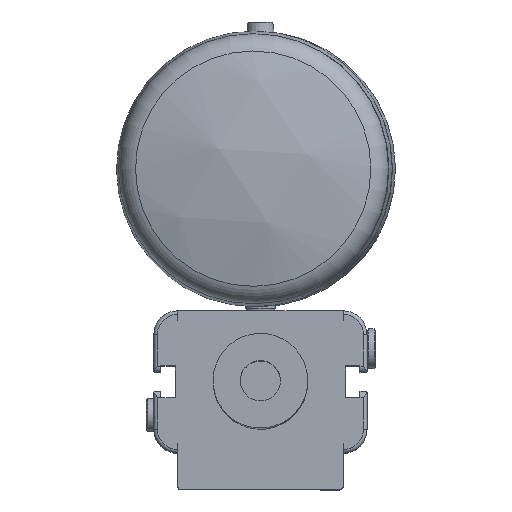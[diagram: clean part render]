
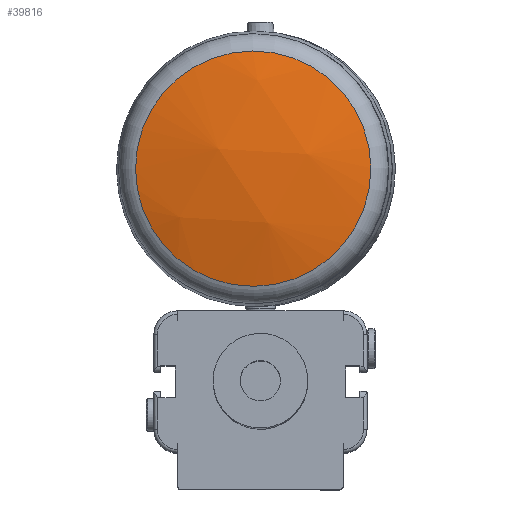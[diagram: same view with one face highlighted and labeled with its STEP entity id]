
A CAD part, top view. The second image highlights one B-rep face of the part: STEP entity #39816.
In plain terms, the highlighted spherical face has radius 173.372 mm.
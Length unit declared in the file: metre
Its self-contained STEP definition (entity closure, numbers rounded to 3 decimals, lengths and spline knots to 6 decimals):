
#55=SPHERICAL_SURFACE('',#42969,0.173372);
#3292=FACE_OUTER_BOUND('',#5578,.T.);
#5578=EDGE_LOOP('',(#31213,#31214));
#7945=CIRCLE('',#42970,0.04968);
#7946=CIRCLE('',#42971,0.04968);
#17597=VERTEX_POINT('',#65609);
#17598=VERTEX_POINT('',#65610);
#22509=EDGE_CURVE('',#17597,#17598,#7945,.T.);
#22510=EDGE_CURVE('',#17598,#17597,#7946,.T.);
#31213=ORIENTED_EDGE('',*,*,#22509,.F.);
#31214=ORIENTED_EDGE('',*,*,#22510,.F.);
#39816=ADVANCED_FACE('',(#3292),#55,.T.);
#42969=AXIS2_PLACEMENT_3D('',#65608,#50944,#50945);
#42970=AXIS2_PLACEMENT_3D('',#65611,#50946,#50947);
#42971=AXIS2_PLACEMENT_3D('',#65612,#50948,#50949);
#50944=DIRECTION('center_axis',(0.868,-0.496,0.012));
#50945=DIRECTION('ref_axis',(-0.015,-0.002,1.));
#50946=DIRECTION('center_axis',(0.014,0.,
-1.));
#50947=DIRECTION('ref_axis',(0.496,0.869,0.007));
#50948=DIRECTION('center_axis',(0.014,0.,
-1.));
#50949=DIRECTION('ref_axis',(0.496,0.869,0.007));
#65608=CARTESIAN_POINT('Origin',(-0.000743,0.0898,
0.063372));
#65609=CARTESIAN_POINT('',(0.021576,0.132948,0.2298));
#65610=CARTESIAN_POINT('',(0.040099,0.065176,0.230057));
#65611=CARTESIAN_POINT('Origin',(-0.003045,0.0898,
0.229459));
#65612=CARTESIAN_POINT('Origin',(-0.003045,0.0898,
0.229459));
